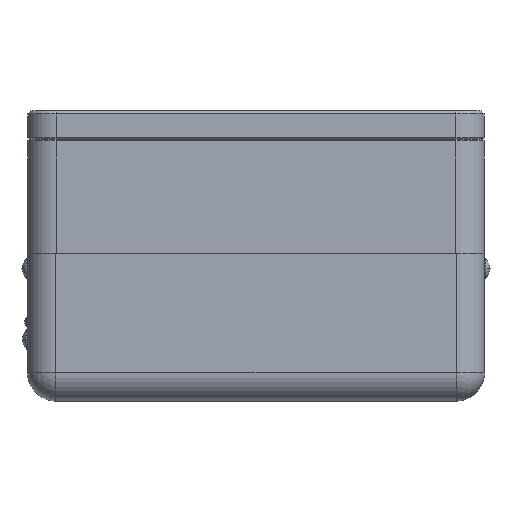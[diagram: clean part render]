
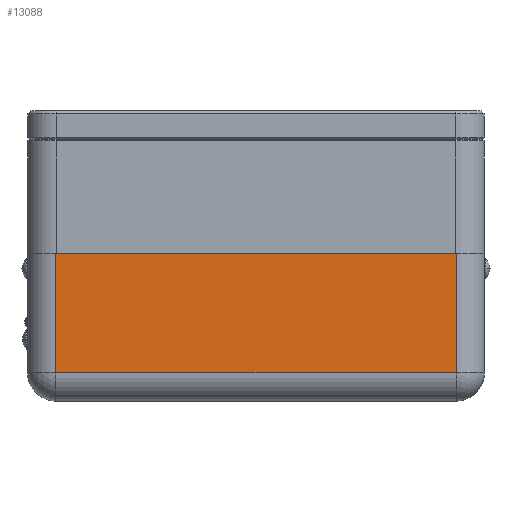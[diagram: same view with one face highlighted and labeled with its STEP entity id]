
A CAD part, front view. The second image highlights one B-rep face of the part: STEP entity #13088.
In plain terms, the highlighted planar face has unit normal (0, -1, 0).
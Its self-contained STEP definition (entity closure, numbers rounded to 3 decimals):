
#36 = VECTOR ( 'NONE', #2354, 1000. ) ;
#1095 = EDGE_CURVE ( 'NONE', #8614, #15027, #16595, .T. ) ;
#1758 = DIRECTION ( 'NONE',  ( 1., 0., 0. ) ) ;
#2257 = CARTESIAN_POINT ( 'NONE',  ( -76.2, -76.2, -39.738 ) ) ;
#2354 = DIRECTION ( 'NONE',  ( 1., 0., 0. ) ) ;
#3052 = CARTESIAN_POINT ( 'NONE',  ( 66.726, -76.2, 0. ) ) ;
#3091 = ORIENTED_EDGE ( 'NONE', *, *, #4097, .F. ) ;
#3169 = DIRECTION ( 'NONE',  ( 0., 0., 1. ) ) ;
#3396 = CARTESIAN_POINT ( 'NONE',  ( 66.726, -76.2, -39.738 ) ) ;
#3959 = PLANE ( 'NONE',  #16402 ) ;
#4097 = EDGE_CURVE ( 'NONE', #8614, #13484, #8246, .T. ) ;
#6644 = CARTESIAN_POINT ( 'NONE',  ( -76.2, -76.2, 0. ) ) ;
#8246 = LINE ( 'NONE', #6644, #15094 ) ;
#8614 = VERTEX_POINT ( 'NONE', #18943 ) ;
#9117 = ORIENTED_EDGE ( 'NONE', *, *, #13029, .T. ) ;
#10554 = VECTOR ( 'NONE', #19685, 1000. ) ;
#11145 = CARTESIAN_POINT ( 'NONE',  ( 66.726, -76.2, -49.213 ) ) ;
#12253 = DIRECTION ( 'NONE',  ( 0., -1., 0. ) ) ;
#13029 = EDGE_CURVE ( 'NONE', #15027, #13226, #16893, .T. ) ;
#13088 = ADVANCED_FACE ( 'NONE', ( #18603 ), #3959, .T. ) ;
#13226 = VERTEX_POINT ( 'NONE', #3396 ) ;
#13484 = VERTEX_POINT ( 'NONE', #3052 ) ;
#13808 = ORIENTED_EDGE ( 'NONE', *, *, #15597, .T. ) ;
#15027 = VERTEX_POINT ( 'NONE', #16896 ) ;
#15094 = VECTOR ( 'NONE', #1758, 1000. ) ;
#15597 = EDGE_CURVE ( 'NONE', #13226, #13484, #21081, .T. ) ;
#15907 = DIRECTION ( 'NONE',  ( 1., 0., 0. ) ) ;
#16402 = AXIS2_PLACEMENT_3D ( 'NONE', #16985, #12253, #15907 ) ;
#16595 = LINE ( 'NONE', #19783, #10554 ) ;
#16893 = LINE ( 'NONE', #2257, #36 ) ;
#16896 = CARTESIAN_POINT ( 'NONE',  ( -66.726, -76.2, -39.738 ) ) ;
#16985 = CARTESIAN_POINT ( 'NONE',  ( -76.2, -76.2, -49.213 ) ) ;
#17137 = ORIENTED_EDGE ( 'NONE', *, *, #1095, .T. ) ;
#18603 = FACE_OUTER_BOUND ( 'NONE', #18955, .T. ) ;
#18943 = CARTESIAN_POINT ( 'NONE',  ( -66.726, -76.2, 0. ) ) ;
#18955 = EDGE_LOOP ( 'NONE', ( #9117, #13808, #3091, #17137 ) ) ;
#19685 = DIRECTION ( 'NONE',  ( 0., 0., -1. ) ) ;
#19783 = CARTESIAN_POINT ( 'NONE',  ( -66.726, -76.2, -49.213 ) ) ;
#19877 = VECTOR ( 'NONE', #3169, 1000. ) ;
#21081 = LINE ( 'NONE', #11145, #19877 ) ;
